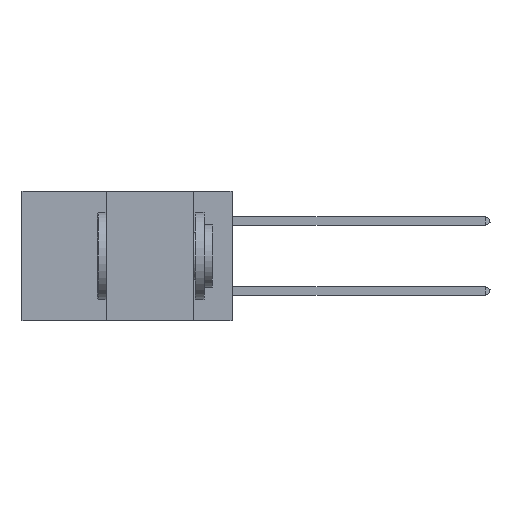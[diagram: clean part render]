
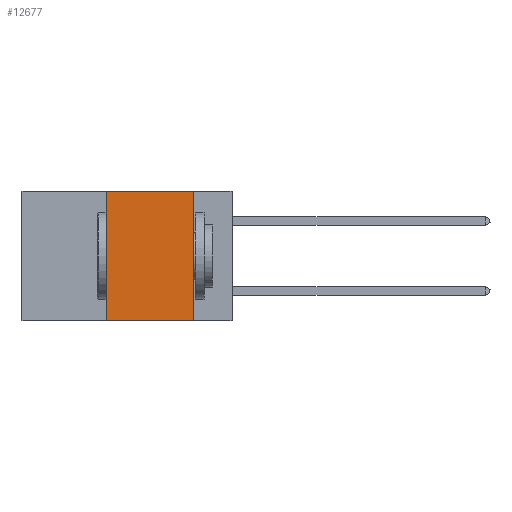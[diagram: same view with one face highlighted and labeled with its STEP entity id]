
A CAD part, left-side view. The second image highlights one B-rep face of the part: STEP entity #12677.
In plain terms, the highlighted planar face has unit normal (-1, 0, 0).
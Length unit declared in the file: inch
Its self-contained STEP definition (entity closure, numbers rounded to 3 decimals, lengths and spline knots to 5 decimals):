
#1556 = DIRECTION ( 'NONE',  ( 0., 0., 1. ) ) ;
#3627 = CARTESIAN_POINT ( 'NONE',  ( 0., 0.11, 0. ) ) ;
#4102 = VERTEX_POINT ( 'NONE', #3627 ) ;
#4989 = CARTESIAN_POINT ( 'NONE',  ( 0., 0.11, -0.37 ) ) ;
#7946 = LINE ( 'NONE', #8641, #35564 ) ;
#7979 = DIRECTION ( 'NONE',  ( 0., -1., 0. ) ) ;
#8641 = CARTESIAN_POINT ( 'NONE',  ( 0., 0.11, 0. ) ) ;
#8959 = DIRECTION ( 'NONE',  ( 0., -1., 0. ) ) ;
#11566 = ORIENTED_EDGE ( 'NONE', *, *, #26900, .T. ) ;
#12015 = CARTESIAN_POINT ( 'NONE',  ( 0., 0.6, 0. ) ) ;
#12587 = FACE_OUTER_BOUND ( 'NONE', #43669, .T. ) ;
#12631 = ORIENTED_EDGE ( 'NONE', *, *, #15083, .F. ) ;
#12677 = ADVANCED_FACE ( 'NONE', ( #12587 ), #32745, .F. ) ;
#13262 = EDGE_CURVE ( 'NONE', #16786, #4102, #25596, .T. ) ;
#14048 = AXIS2_PLACEMENT_3D ( 'NONE', #12015, #15562, #39539 ) ;
#15083 = EDGE_CURVE ( 'NONE', #4102, #21739, #7946, .T. ) ;
#15089 = VERTEX_POINT ( 'NONE', #19078 ) ;
#15562 = DIRECTION ( 'NONE',  ( 1., 0., 0. ) ) ;
#16786 = VERTEX_POINT ( 'NONE', #27709 ) ;
#19078 = CARTESIAN_POINT ( 'NONE',  ( 0., 0.36, -0.37 ) ) ;
#20951 = VECTOR ( 'NONE', #1556, 39.37008 ) ;
#21739 = VERTEX_POINT ( 'NONE', #4989 ) ;
#21923 = CARTESIAN_POINT ( 'NONE',  ( 0., 0.6, 0. ) ) ;
#22670 = CARTESIAN_POINT ( 'NONE',  ( 0., 0.36, 0. ) ) ;
#25596 = LINE ( 'NONE', #21923, #33594 ) ;
#26335 = CARTESIAN_POINT ( 'NONE',  ( 0., 0.6, -0.37 ) ) ;
#26344 = VECTOR ( 'NONE', #8959, 39.37008 ) ;
#26900 = EDGE_CURVE ( 'NONE', #15089, #21739, #29560, .T. ) ;
#27709 = CARTESIAN_POINT ( 'NONE',  ( 0., 0.36, 0. ) ) ;
#29471 = DIRECTION ( 'NONE',  ( 0., 0., -1. ) ) ;
#29560 = LINE ( 'NONE', #26335, #26344 ) ;
#31513 = EDGE_CURVE ( 'NONE', #15089, #16786, #38035, .T. ) ;
#32745 = PLANE ( 'NONE',  #14048 ) ;
#33594 = VECTOR ( 'NONE', #7979, 39.37008 ) ;
#33797 = ORIENTED_EDGE ( 'NONE', *, *, #31513, .F. ) ;
#35564 = VECTOR ( 'NONE', #29471, 39.37008 ) ;
#38035 = LINE ( 'NONE', #22670, #20951 ) ;
#39539 = DIRECTION ( 'NONE',  ( 0., 0., -1. ) ) ;
#43669 = EDGE_LOOP ( 'NONE', ( #12631, #43854, #33797, #11566 ) ) ;
#43854 = ORIENTED_EDGE ( 'NONE', *, *, #13262, .F. ) ;
